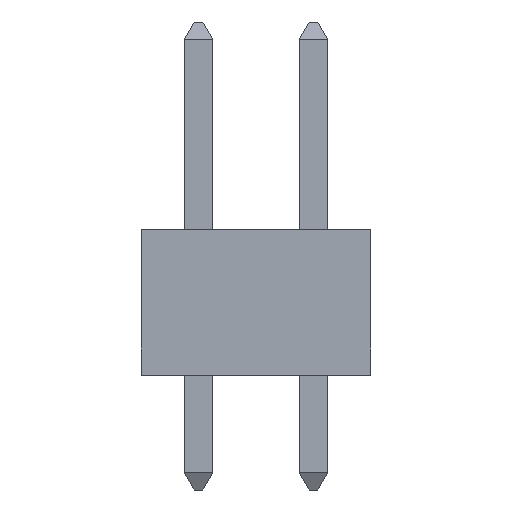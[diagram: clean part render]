
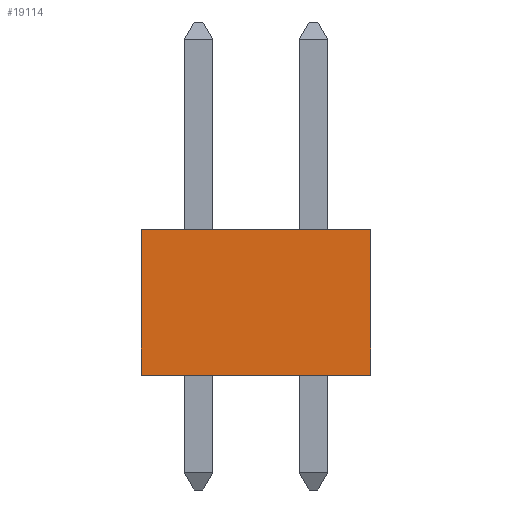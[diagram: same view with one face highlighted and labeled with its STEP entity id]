
A CAD part, left-side view. The second image highlights one B-rep face of the part: STEP entity #19114.
In plain terms, the highlighted planar face has unit normal (-1, 0, 0).
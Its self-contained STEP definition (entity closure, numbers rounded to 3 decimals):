
#19053 = CARTESIAN_POINT ( 'NONE',  ( -1., 3., 0. ) ) ;
#19054 = VERTEX_POINT ( 'NONE', #19053 ) ;
#19061 = CARTESIAN_POINT ( 'NONE',  ( -1., 3., 2.54 ) ) ;
#19062 = VERTEX_POINT ( 'NONE', #19061 ) ;
#19063 = CARTESIAN_POINT ( 'NONE',  ( -1., 3., 2.54 ) ) ;
#19064 = DIRECTION ( 'NONE',  ( 0., 0., -1. ) ) ;
#19065 = VECTOR ( 'NONE', #19064, 1000. ) ;
#19066 = LINE ( 'NONE', #19063, #19065 ) ;
#19067 = EDGE_CURVE ( 'NONE', #19062, #19054, #19066, .T. ) ;
#19084 = CARTESIAN_POINT ( 'NONE',  ( -1., -1., 0. ) ) ;
#19085 = VERTEX_POINT ( 'NONE', #19084 ) ;
#19086 = CARTESIAN_POINT ( 'NONE',  ( -1., -1., 0. ) ) ;
#19087 = DIRECTION ( 'NONE',  ( 0., -1., 0. ) ) ;
#19088 = VECTOR ( 'NONE', #19087, 1000. ) ;
#19089 = LINE ( 'NONE', #19086, #19088 ) ;
#19090 = EDGE_CURVE ( 'NONE', #19054, #19085, #19089, .T. ) ;
#19091 = ORIENTED_EDGE ( 'NONE', *, *, #19090, .T. ) ;
#19092 = CARTESIAN_POINT ( 'NONE',  ( -1., -1., 2.54 ) ) ;
#19093 = VERTEX_POINT ( 'NONE', #19092 ) ;
#19094 = CARTESIAN_POINT ( 'NONE',  ( -1., -1., 2.54 ) ) ;
#19095 = DIRECTION ( 'NONE',  ( 0., 0., -1. ) ) ;
#19096 = VECTOR ( 'NONE', #19095, 1000. ) ;
#19097 = LINE ( 'NONE', #19094, #19096 ) ;
#19098 = EDGE_CURVE ( 'NONE', #19093, #19085, #19097, .T. ) ;
#19099 = ORIENTED_EDGE ( 'NONE', *, *, #19098, .F. ) ;
#19100 = CARTESIAN_POINT ( 'NONE',  ( -1., -1., 2.54 ) ) ;
#19101 = DIRECTION ( 'NONE',  ( 0., -1., 0. ) ) ;
#19102 = VECTOR ( 'NONE', #19101, 1000. ) ;
#19103 = LINE ( 'NONE', #19100, #19102 ) ;
#19104 = EDGE_CURVE ( 'NONE', #19062, #19093, #19103, .T. ) ;
#19105 = ORIENTED_EDGE ( 'NONE', *, *, #19104, .F. ) ;
#19106 = ORIENTED_EDGE ( 'NONE', *, *, #19067, .T. ) ;
#19107 = EDGE_LOOP ( 'NONE', ( #19091, #19099, #19105, #19106 ) ) ;
#19108 = FACE_OUTER_BOUND ( 'NONE', #19107, .T. ) ;
#19109 = CARTESIAN_POINT ( 'NONE',  ( -1., -1., 2.54 ) ) ;
#19110 = DIRECTION ( 'NONE',  ( 1., 0., 0. ) ) ;
#19111 = DIRECTION ( 'NONE',  ( 0., 1., 0. ) ) ;
#19112 = AXIS2_PLACEMENT_3D ( 'NONE', #19109, #19110, #19111 ) ;
#19113 = PLANE ( 'NONE', #19112 ) ;
#19114 = ADVANCED_FACE ( 'NONE', ( #19108 ), #19113, .F. ) ;
